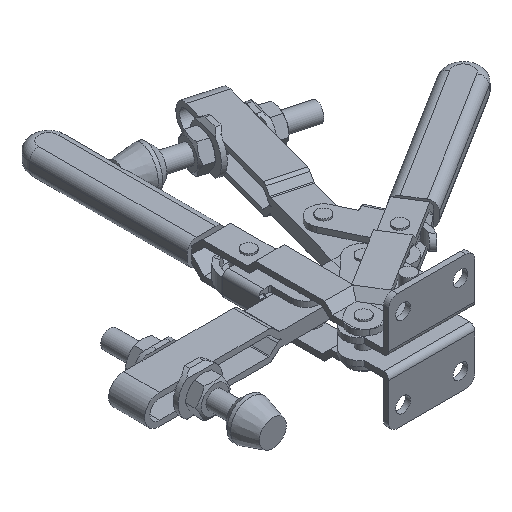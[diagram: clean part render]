
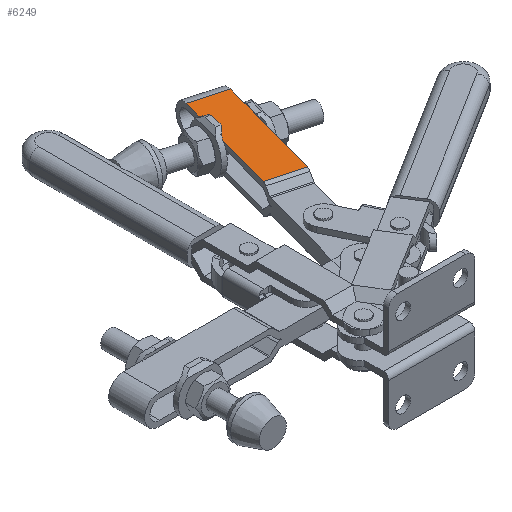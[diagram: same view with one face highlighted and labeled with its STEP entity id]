
A CAD part, isometric view. The second image highlights one B-rep face of the part: STEP entity #6249.
In plain terms, the highlighted planar face has unit normal (0, 0, 1).
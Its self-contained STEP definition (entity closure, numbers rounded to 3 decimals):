
#1743=CARTESIAN_POINT('',(54.307,168.393,8.25));
#1744=VERTEX_POINT('',#1743);
#1745=CARTESIAN_POINT('',(59.286,186.503,8.25));
#1746=VERTEX_POINT('',#1745);
#1747=CARTESIAN_POINT('',(54.307,168.393,8.25));
#1748=DIRECTION('',(0.265,0.964,0.));
#1749=VECTOR('',#1748,18.782);
#1750=LINE('',#1747,#1749);
#1751=EDGE_CURVE('',#1744,#1746,#1750,.T.);
#2276=CARTESIAN_POINT('',(45.906,137.836,8.25));
#2277=VERTEX_POINT('',#2276);
#2285=CARTESIAN_POINT('',(45.906,137.836,8.25));
#2286=DIRECTION('',(0.265,0.964,0.));
#2287=VECTOR('',#2286,31.691);
#2288=LINE('',#2285,#2287);
#2289=EDGE_CURVE('',#2277,#1744,#2288,.T.);
#2300=CARTESIAN_POINT('',(62.165,196.973,8.25));
#2301=VERTEX_POINT('',#2300);
#2302=CARTESIAN_POINT('',(59.286,186.503,8.25));
#2303=DIRECTION('',(0.265,0.964,0.));
#2304=VECTOR('',#2303,10.859);
#2305=LINE('',#2302,#2304);
#2306=EDGE_CURVE('',#1746,#2301,#2305,.T.);
#2355=CARTESIAN_POINT('',(78.57,181.2,8.25));
#2356=VERTEX_POINT('',#2355);
#2357=CARTESIAN_POINT('',(73.591,163.091,8.25));
#2358=VERTEX_POINT('',#2357);
#2359=CARTESIAN_POINT('',(78.57,181.2,8.25));
#2360=DIRECTION('',(-0.265,-0.964,0.));
#2361=VECTOR('',#2360,18.782);
#2362=LINE('',#2359,#2361);
#2363=EDGE_CURVE('',#2356,#2358,#2362,.T.);
#2873=CARTESIAN_POINT('',(65.19,132.534,8.25));
#2874=VERTEX_POINT('',#2873);
#2875=CARTESIAN_POINT('',(73.591,163.091,8.25));
#2876=DIRECTION('',(-0.265,-0.964,0.));
#2877=VECTOR('',#2876,31.691);
#2878=LINE('',#2875,#2877);
#2879=EDGE_CURVE('',#2358,#2874,#2878,.T.);
#2982=CARTESIAN_POINT('',(81.449,191.671,8.25));
#2983=VERTEX_POINT('',#2982);
#2991=CARTESIAN_POINT('',(81.449,191.671,8.25));
#2992=DIRECTION('',(-0.265,-0.964,0.));
#2993=VECTOR('',#2992,10.859);
#2994=LINE('',#2991,#2993);
#2995=EDGE_CURVE('',#2983,#2356,#2994,.T.);
#6206=CARTESIAN_POINT('',(45.906,137.836,8.25));
#6207=DIRECTION('',(0.964,-0.265,0.));
#6208=VECTOR('',#6207,20.0);
#6209=LINE('',#6206,#6208);
#6210=EDGE_CURVE('',#2277,#2874,#6209,.T.);
#6225=CARTESIAN_POINT('',(62.165,196.973,8.25));
#6226=DIRECTION('',(0.964,-0.265,0.));
#6227=VECTOR('',#6226,20.);
#6228=LINE('',#6225,#6227);
#6229=EDGE_CURVE('',#2301,#2983,#6228,.T.);
#6234=CARTESIAN_POINT('',(55.66,135.594,8.25));
#6235=DIRECTION('',(0.0,0.0,1.0));
#6236=DIRECTION('',(0.265,0.964,0.0));
#6237=AXIS2_PLACEMENT_3D('',#6234,#6235,#6236);
#6238=PLANE('',#6237);
#6239=ORIENTED_EDGE('',*,*,#6229,.F.);
#6240=ORIENTED_EDGE('',*,*,#2306,.F.);
#6241=ORIENTED_EDGE('',*,*,#1751,.F.);
#6242=ORIENTED_EDGE('',*,*,#2289,.F.);
#6243=ORIENTED_EDGE('',*,*,#6210,.T.);
#6244=ORIENTED_EDGE('',*,*,#2879,.F.);
#6245=ORIENTED_EDGE('',*,*,#2363,.F.);
#6246=ORIENTED_EDGE('',*,*,#2995,.F.);
#6247=EDGE_LOOP('',(#6239,#6240,#6241,#6242,#6243,#6244,#6245,#6246));
#6248=FACE_OUTER_BOUND('',#6247,.T.);
#6249=ADVANCED_FACE('',(#6248),#6238,.T.);
